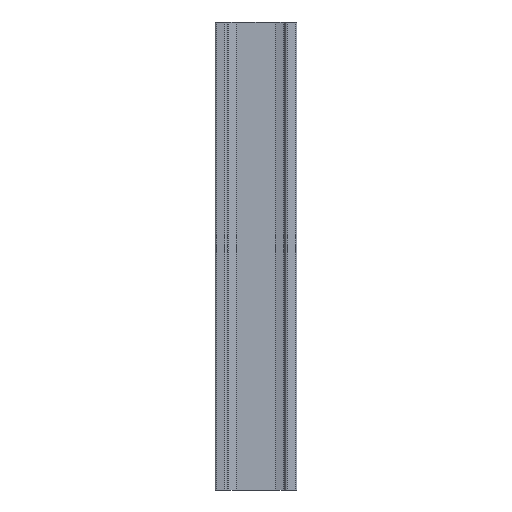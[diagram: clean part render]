
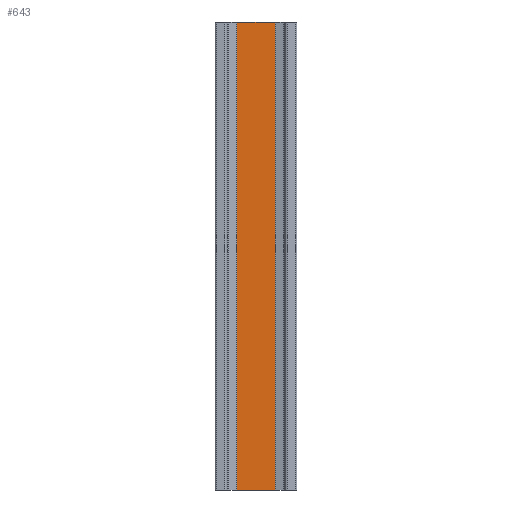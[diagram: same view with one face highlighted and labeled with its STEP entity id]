
A CAD part, left-side view. The second image highlights one B-rep face of the part: STEP entity #643.
In plain terms, the highlighted planar face has unit normal (-1, 0, 0).
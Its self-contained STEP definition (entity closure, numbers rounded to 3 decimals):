
#77=FACE_OUTER_BOUND('',#111,.T.);
#111=EDGE_LOOP('',(#475,#476,#477,#478));
#159=LINE('',#1028,#223);
#160=LINE('',#1031,#224);
#161=LINE('',#1033,#225);
#162=LINE('',#1034,#226);
#223=VECTOR('',#829,10.);
#224=VECTOR('',#832,10.);
#225=VECTOR('',#833,10.);
#226=VECTOR('',#834,10.);
#287=VERTEX_POINT('',#1024);
#288=VERTEX_POINT('',#1026);
#289=VERTEX_POINT('',#1030);
#290=VERTEX_POINT('',#1032);
#365=EDGE_CURVE('',#287,#288,#159,.T.);
#366=EDGE_CURVE('',#287,#289,#160,.T.);
#367=EDGE_CURVE('',#290,#288,#161,.T.);
#368=EDGE_CURVE('',#289,#290,#162,.T.);
#475=ORIENTED_EDGE('',*,*,#366,.F.);
#476=ORIENTED_EDGE('',*,*,#365,.T.);
#477=ORIENTED_EDGE('',*,*,#367,.F.);
#478=ORIENTED_EDGE('',*,*,#368,.F.);
#618=PLANE('',#705);
#643=ADVANCED_FACE('',(#77),#618,.T.);
#705=AXIS2_PLACEMENT_3D('',#1029,#830,#831);
#829=DIRECTION('',(0.,0.,1.));
#830=DIRECTION('center_axis',(-1.,0.,0.));
#831=DIRECTION('ref_axis',(0.,-1.,0.));
#832=DIRECTION('',(0.,1.,0.));
#833=DIRECTION('',(0.,-1.,0.));
#834=DIRECTION('',(0.,0.,1.));
#1024=CARTESIAN_POINT('',(-7.5,-41.277,0.));
#1026=CARTESIAN_POINT('',(-7.5,-41.277,1000.));
#1028=CARTESIAN_POINT('',(-7.5,-41.277,0.));
#1029=CARTESIAN_POINT('Origin',(-7.5,41.277,0.));
#1030=CARTESIAN_POINT('',(-7.5,41.277,0.));
#1031=CARTESIAN_POINT('',(-7.5,-41.277,0.));
#1032=CARTESIAN_POINT('',(-7.5,41.277,1000.));
#1033=CARTESIAN_POINT('',(-7.5,-41.277,1000.));
#1034=CARTESIAN_POINT('',(-7.5,41.277,0.));
